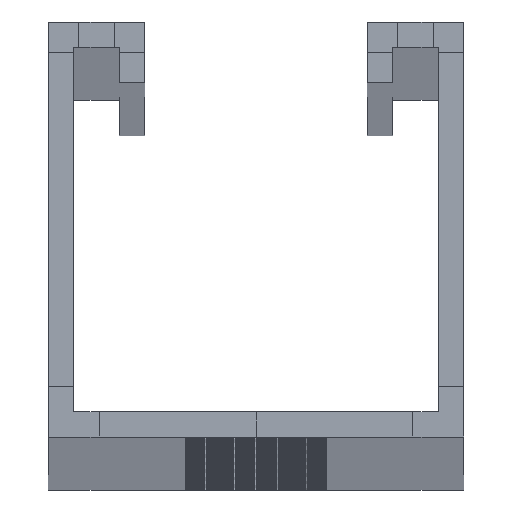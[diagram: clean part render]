
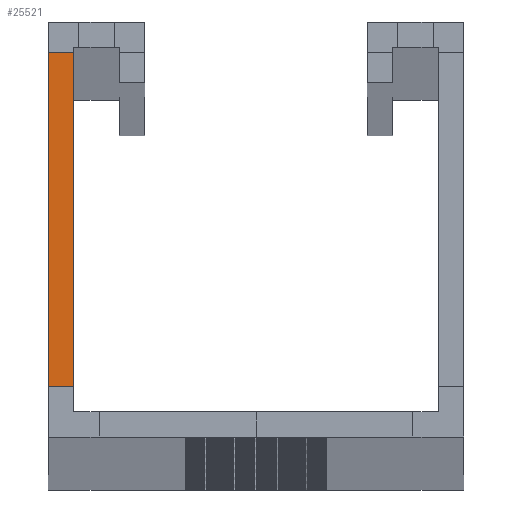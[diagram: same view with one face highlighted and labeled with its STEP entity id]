
A CAD part, top view. The second image highlights one B-rep face of the part: STEP entity #25521.
In plain terms, the highlighted planar face has unit normal (0, 0, 1).
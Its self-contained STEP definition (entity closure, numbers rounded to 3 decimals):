
#778 = VECTOR ( 'NONE', #12321, 1000. ) ;
#949 = CARTESIAN_POINT ( 'NONE',  ( -20.5, 5., 3000. ) ) ;
#3393 = ORIENTED_EDGE ( 'NONE', *, *, #17626, .F. ) ;
#4918 = DIRECTION ( 'NONE',  ( 1., 0., 0. ) ) ;
#6508 = VECTOR ( 'NONE', #28063, 1000. ) ;
#7308 = VECTOR ( 'NONE', #13138, 1000. ) ;
#7557 = FACE_OUTER_BOUND ( 'NONE', #11059, .T. ) ;
#7731 = VERTEX_POINT ( 'NONE', #16844 ) ;
#8784 = CARTESIAN_POINT ( 'NONE',  ( -18., 38., 3000. ) ) ;
#9862 = PLANE ( 'NONE',  #11577 ) ;
#10129 = VERTEX_POINT ( 'NONE', #949 ) ;
#11059 = EDGE_LOOP ( 'NONE', ( #13799, #23636, #3393, #32702 ) ) ;
#11577 = AXIS2_PLACEMENT_3D ( 'NONE', #15385, #17700, #4918 ) ;
#12321 = DIRECTION ( 'NONE',  ( 0., -1., 0. ) ) ;
#12761 = EDGE_CURVE ( 'NONE', #26952, #10129, #30247, .T. ) ;
#13138 = DIRECTION ( 'NONE',  ( -1., 0., 0. ) ) ;
#13751 = CARTESIAN_POINT ( 'NONE',  ( -18., 38., 3000. ) ) ;
#13799 = ORIENTED_EDGE ( 'NONE', *, *, #12761, .T. ) ;
#15385 = CARTESIAN_POINT ( 'NONE',  ( -15.5, 2.5, 3000. ) ) ;
#15466 = LINE ( 'NONE', #23066, #778 ) ;
#16844 = CARTESIAN_POINT ( 'NONE',  ( -18., 5., 3000. ) ) ;
#17311 = LINE ( 'NONE', #22584, #29684 ) ;
#17626 = EDGE_CURVE ( 'NONE', #19798, #7731, #15466, .T. ) ;
#17700 = DIRECTION ( 'NONE',  ( 0., 0., 1. ) ) ;
#19798 = VERTEX_POINT ( 'NONE', #13751 ) ;
#22185 = EDGE_CURVE ( 'NONE', #19798, #26952, #31249, .T. ) ;
#22584 = CARTESIAN_POINT ( 'NONE',  ( -20.5, 5., 3000. ) ) ;
#22889 = CARTESIAN_POINT ( 'NONE',  ( -20.5, 5., 3000. ) ) ;
#23066 = CARTESIAN_POINT ( 'NONE',  ( -18., 5., 3000. ) ) ;
#23636 = ORIENTED_EDGE ( 'NONE', *, *, #31842, .T. ) ;
#24941 = DIRECTION ( 'NONE',  ( 1., 0., 0. ) ) ;
#25521 = ADVANCED_FACE ( 'NONE', ( #7557 ), #9862, .T. ) ;
#26952 = VERTEX_POINT ( 'NONE', #30605 ) ;
#28063 = DIRECTION ( 'NONE',  ( 0., -1., 0. ) ) ;
#29684 = VECTOR ( 'NONE', #24941, 1000. ) ;
#30247 = LINE ( 'NONE', #22889, #6508 ) ;
#30605 = CARTESIAN_POINT ( 'NONE',  ( -20.5, 38., 3000. ) ) ;
#31249 = LINE ( 'NONE', #8784, #7308 ) ;
#31842 = EDGE_CURVE ( 'NONE', #10129, #7731, #17311, .T. ) ;
#32702 = ORIENTED_EDGE ( 'NONE', *, *, #22185, .T. ) ;
